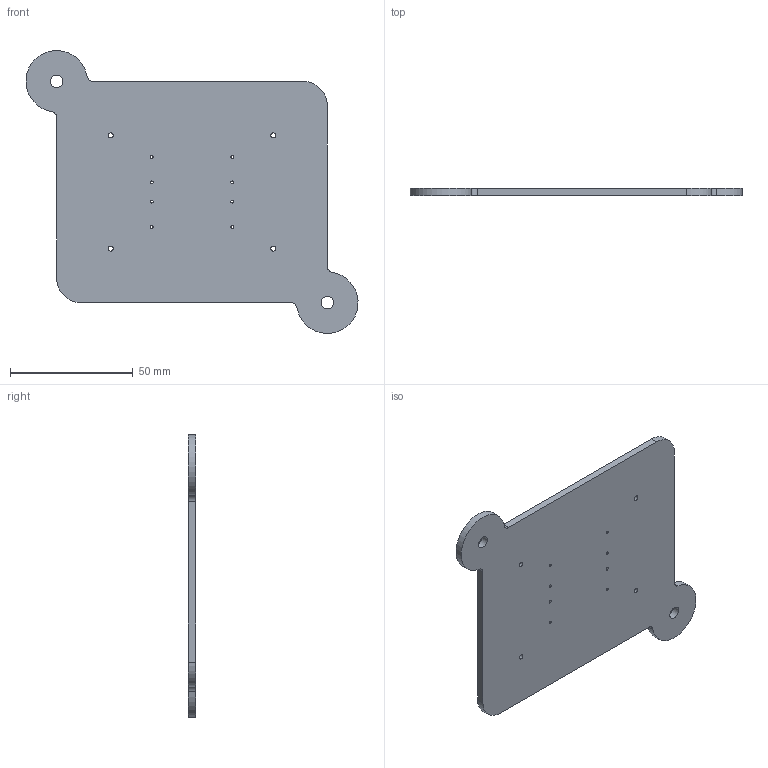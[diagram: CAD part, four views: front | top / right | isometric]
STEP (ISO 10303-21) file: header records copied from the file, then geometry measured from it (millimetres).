
FILE_DESCRIPTION(/* description */ (''),/* implementation_level */ '2;1');
FILE_NAME(/* name */ 'baseSUPERIORletras.step',/* time_stamp */ '2018-10-05T18:13:12+02:00',/* author */ ('Rodrigo HC'),/* organization */ (''),/* preprocessor_version */ 'ST-DEVELOPER v16.1',/* originating_system */ 'Autodesk Inventor 2016',/* authorisation */ '');
FILE_SCHEMA (('AUTOMOTIVE_DESIGN { 1 0 10303 214 3 1 1 }'));
Length unit declared in the file: millimetre
Products named in the file (1): baseSUPERIORletras
Bounding box: 134.96 x 3 x 114.96 mm (x, y, z)
Volume: 31609.8 mm3; surface area: 22700.5 mm2
Topology: 1 solids, 1 shells, 28 faces, 78 edges, 52 vertices
Faces by surface type: cylinder 22, plane 6
Full cylindrical faces by diameter (mm): 1.2 x8, 2 x4, 5 x2
Entity records: 936 total; most frequent: DIRECTION 166, CARTESIAN_POINT 145, ORIENTED_EDGE 128, AXIS2_PLACEMENT_3D 73, EDGE_LOOP 70, EDGE_CURVE 64, VERTEX_POINT 52, CIRCLE 44
